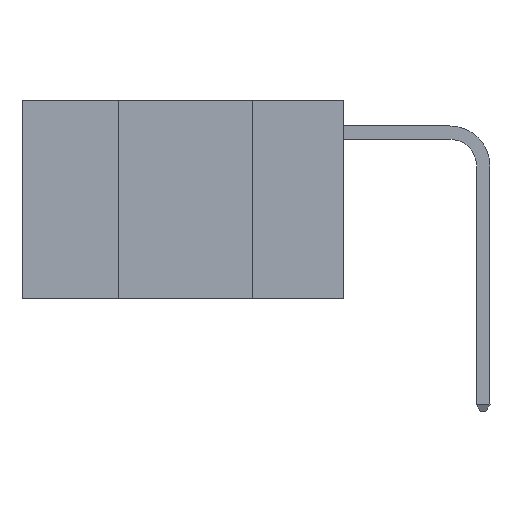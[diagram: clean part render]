
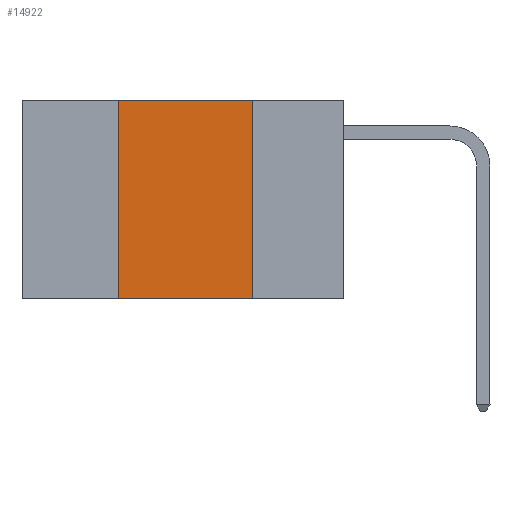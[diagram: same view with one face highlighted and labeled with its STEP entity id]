
A CAD part, left-side view. The second image highlights one B-rep face of the part: STEP entity #14922.
In plain terms, the highlighted planar face has unit normal (-1, 0, 0).
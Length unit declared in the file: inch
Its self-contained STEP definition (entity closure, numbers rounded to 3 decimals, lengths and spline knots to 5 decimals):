
#185 = CARTESIAN_POINT ( 'NONE',  ( 0., 0.17, 0. ) ) ;
#596 = EDGE_CURVE ( 'NONE', #1991, #14596, #20800, .T. ) ;
#1513 = CARTESIAN_POINT ( 'NONE',  ( 0., 0.42, 0. ) ) ;
#1563 = ORIENTED_EDGE ( 'NONE', *, *, #596, .F. ) ;
#1991 = VERTEX_POINT ( 'NONE', #13634 ) ;
#2800 = VERTEX_POINT ( 'NONE', #185 ) ;
#3976 = DIRECTION ( 'NONE',  ( 1., 0., 0. ) ) ;
#4064 = EDGE_CURVE ( 'NONE', #1991, #15493, #5720, .T. ) ;
#4480 = ORIENTED_EDGE ( 'NONE', *, *, #16978, .F. ) ;
#5720 = LINE ( 'NONE', #15841, #8076 ) ;
#6210 = CARTESIAN_POINT ( 'NONE',  ( 0., 0.42, 0. ) ) ;
#6462 = CARTESIAN_POINT ( 'NONE',  ( 0., 0.17, -0.37 ) ) ;
#6842 = VECTOR ( 'NONE', #8515, 39.37008 ) ;
#8076 = VECTOR ( 'NONE', #12813, 39.37008 ) ;
#8515 = DIRECTION ( 'NONE',  ( 0., 0., 1. ) ) ;
#8902 = LINE ( 'NONE', #14600, #16128 ) ;
#9018 = ORIENTED_EDGE ( 'NONE', *, *, #15391, .F. ) ;
#9280 = DIRECTION ( 'NONE',  ( 0., 0., -1. ) ) ;
#10182 = ORIENTED_EDGE ( 'NONE', *, *, #4064, .T. ) ;
#10399 = EDGE_LOOP ( 'NONE', ( #9018, #4480, #1563, #10182 ) ) ;
#10834 = PLANE ( 'NONE',  #19401 ) ;
#10838 = VECTOR ( 'NONE', #14699, 39.37008 ) ;
#12813 = DIRECTION ( 'NONE',  ( 0., -1., 0. ) ) ;
#12897 = FACE_OUTER_BOUND ( 'NONE', #10399, .T. ) ;
#13634 = CARTESIAN_POINT ( 'NONE',  ( 0., 0.42, -0.37 ) ) ;
#14596 = VERTEX_POINT ( 'NONE', #6210 ) ;
#14600 = CARTESIAN_POINT ( 'NONE',  ( 0., 0.17, 0. ) ) ;
#14699 = DIRECTION ( 'NONE',  ( 0., -1., 0. ) ) ;
#14922 = ADVANCED_FACE ( 'NONE', ( #12897 ), #10834, .F. ) ;
#15391 = EDGE_CURVE ( 'NONE', #2800, #15493, #8902, .T. ) ;
#15493 = VERTEX_POINT ( 'NONE', #6462 ) ;
#15841 = CARTESIAN_POINT ( 'NONE',  ( 0., 0.6, -0.37 ) ) ;
#15980 = CARTESIAN_POINT ( 'NONE',  ( 0., 0.6, 0. ) ) ;
#16001 = DIRECTION ( 'NONE',  ( 0., 0., -1. ) ) ;
#16128 = VECTOR ( 'NONE', #16001, 39.37008 ) ;
#16978 = EDGE_CURVE ( 'NONE', #14596, #2800, #19988, .T. ) ;
#19401 = AXIS2_PLACEMENT_3D ( 'NONE', #21546, #3976, #9280 ) ;
#19988 = LINE ( 'NONE', #15980, #10838 ) ;
#20800 = LINE ( 'NONE', #1513, #6842 ) ;
#21546 = CARTESIAN_POINT ( 'NONE',  ( 0., 0.6, 0. ) ) ;
